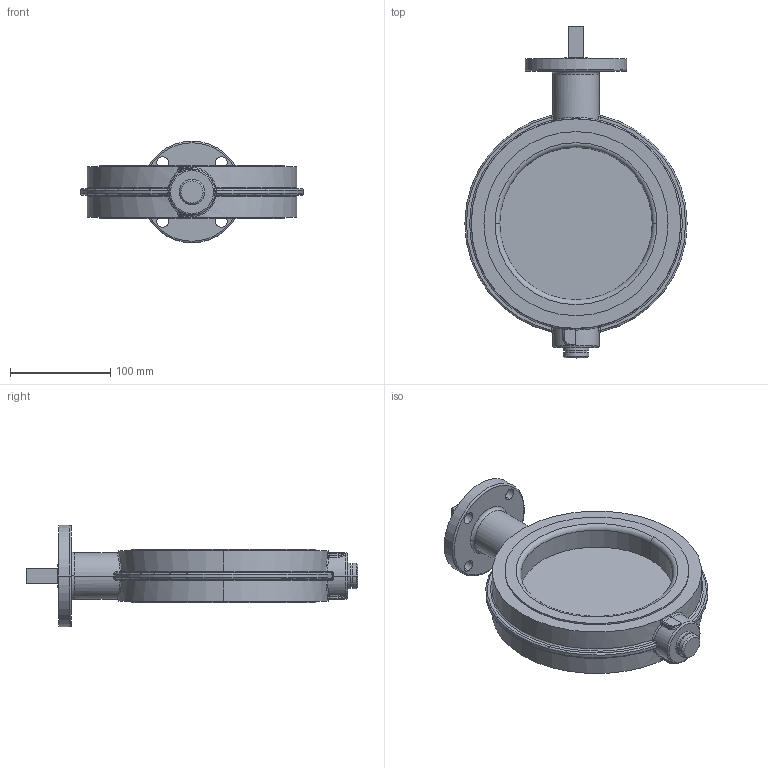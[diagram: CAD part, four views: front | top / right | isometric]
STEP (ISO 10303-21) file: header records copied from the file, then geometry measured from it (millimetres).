
FILE_DESCRIPTION((''),'2;1');
FILE_NAME('779075','2012-02-20T',('sobri'),(''),'PRO/ENGINEER BY PARAMETRIC TECHNOLOGY CORPORATION, 2011180','PRO/ENGINEER BY PARAMETRIC TECHNOLOGY CORPORATION, 2011180','');
FILE_SCHEMA(('CONFIG_CONTROL_DESIGN'));
Length unit declared in the file: inch
Products named in the file (1): 779075
Bounding box: 222.25 x 331.9 x 101.6 mm (x, y, z)
Volume: 1152856.5 mm3; surface area: 162924.5 mm2
Topology: 1 solids, 1 shells, 147 faces, 326 edges, 190 vertices
Faces by surface type: cylinder 54, plane 31, bspline 28, torus 22, sphere 10, cone 2
Entity records: 5363 total; most frequent: CARTESIAN_POINT 2166, DIRECTION 680, ORIENTED_EDGE 652, EDGE_CURVE 326, AXIS2_PLACEMENT_3D 299, VERTEX_POINT 190, CIRCLE 180, EDGE_LOOP 164
